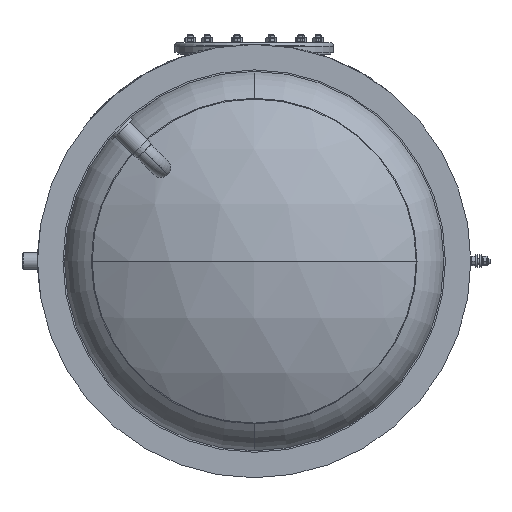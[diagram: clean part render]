
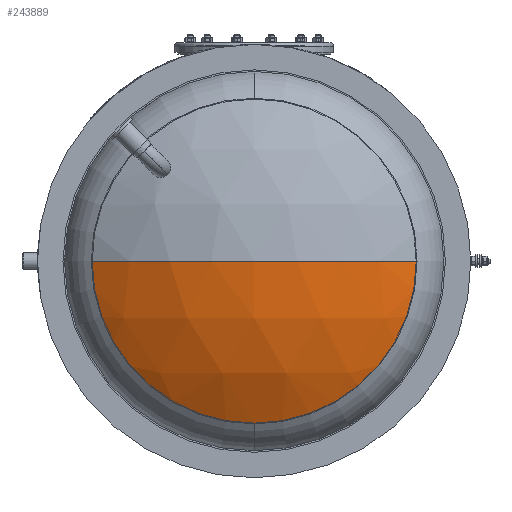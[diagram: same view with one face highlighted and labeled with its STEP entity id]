
A CAD part, front view. The second image highlights one B-rep face of the part: STEP entity #243889.
In plain terms, the highlighted spherical face has radius 603 mm.
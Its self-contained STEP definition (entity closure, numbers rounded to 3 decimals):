
#3017 = DIRECTION ( 'NONE',  ( 0., 0., -1. ) ) ;
#5350 = DIRECTION ( 'NONE',  ( 0., 0., -1. ) ) ;
#6403 = AXIS2_PLACEMENT_3D ( 'NONE', #126601, #212616, #3017 ) ;
#7386 = VERTEX_POINT ( 'NONE', #88093 ) ;
#8038 = CIRCLE ( 'NONE', #6403, 319.425 ) ;
#19782 = SPHERICAL_SURFACE ( 'NONE', #54028, 603. ) ;
#20782 = EDGE_CURVE ( 'NONE', #210921, #117819, #234448, .T. ) ;
#28098 = AXIS2_PLACEMENT_3D ( 'NONE', #81374, #61241, #228783 ) ;
#36644 = CARTESIAN_POINT ( 'NONE',  ( 0., 208.5, 0. ) ) ;
#54028 = AXIS2_PLACEMENT_3D ( 'NONE', #131645, #5350, #172844 ) ;
#56460 = EDGE_CURVE ( 'NONE', #121430, #7386, #8038, .T. ) ;
#61241 = DIRECTION ( 'NONE',  ( 0., -1., 0. ) ) ;
#64189 = ORIENTED_EDGE ( 'NONE', *, *, #20782, .F. ) ;
#64555 = CARTESIAN_POINT ( 'NONE',  ( 0., -394.5, 0. ) ) ;
#66317 = CIRCLE ( 'NONE', #28098, 319.425 ) ;
#72580 = AXIS2_PLACEMENT_3D ( 'NONE', #64555, #143326, #210204 ) ;
#73758 = EDGE_CURVE ( 'NONE', #117819, #121430, #66317, .T. ) ;
#81374 = CARTESIAN_POINT ( 'NONE',  ( 0., 116.945, 0. ) ) ;
#86776 = CARTESIAN_POINT ( 'NONE',  ( 0., 116.945, -319.425 ) ) ;
#88093 = CARTESIAN_POINT ( 'NONE',  ( 319.425, 116.945, 0. ) ) ;
#104515 = AXIS2_PLACEMENT_3D ( 'NONE', #165351, #105801, #252244 ) ;
#105801 = DIRECTION ( 'NONE',  ( 0., 0., -1. ) ) ;
#111944 = CIRCLE ( 'NONE', #104515, 603. ) ;
#117819 = VERTEX_POINT ( 'NONE', #226741 ) ;
#121430 = VERTEX_POINT ( 'NONE', #86776 ) ;
#126601 = CARTESIAN_POINT ( 'NONE',  ( 0., 116.945, 0. ) ) ;
#127609 = ORIENTED_EDGE ( 'NONE', *, *, #217306, .T. ) ;
#131645 = CARTESIAN_POINT ( 'NONE',  ( 0., -394.5, 0. ) ) ;
#143326 = DIRECTION ( 'NONE',  ( 0., 0., 1. ) ) ;
#165351 = CARTESIAN_POINT ( 'NONE',  ( 0., -394.5, 0. ) ) ;
#172844 = DIRECTION ( 'NONE',  ( -1., 0., 0. ) ) ;
#210204 = DIRECTION ( 'NONE',  ( 1., 0., 0. ) ) ;
#210921 = VERTEX_POINT ( 'NONE', #36644 ) ;
#212616 = DIRECTION ( 'NONE',  ( 0., -1., 0. ) ) ;
#217306 = EDGE_CURVE ( 'NONE', #210921, #7386, #111944, .T. ) ;
#221312 = ORIENTED_EDGE ( 'NONE', *, *, #56460, .F. ) ;
#226741 = CARTESIAN_POINT ( 'NONE',  ( -319.425, 116.945, 0. ) ) ;
#228609 = ORIENTED_EDGE ( 'NONE', *, *, #73758, .F. ) ;
#228783 = DIRECTION ( 'NONE',  ( 0., 0., -1. ) ) ;
#234448 = CIRCLE ( 'NONE', #72580, 603. ) ;
#243889 = ADVANCED_FACE ( 'NONE', ( #262248 ), #19782, .T. ) ;
#252244 = DIRECTION ( 'NONE',  ( -1., 0., 0. ) ) ;
#262248 = FACE_OUTER_BOUND ( 'NONE', #266185, .T. ) ;
#266185 = EDGE_LOOP ( 'NONE', ( #64189, #127609, #221312, #228609 ) ) ;
